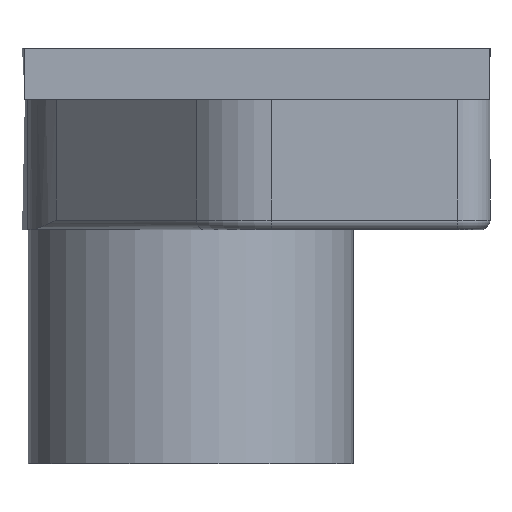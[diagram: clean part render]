
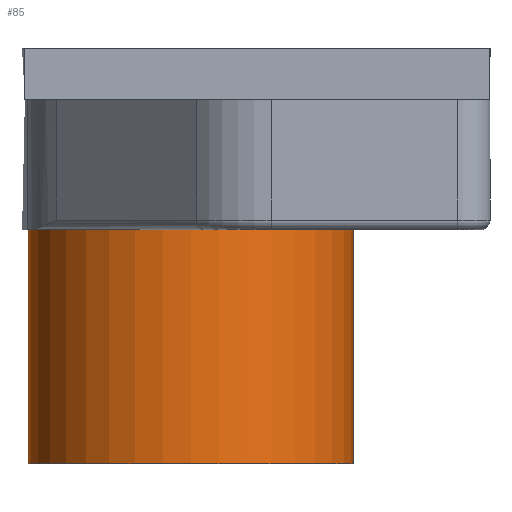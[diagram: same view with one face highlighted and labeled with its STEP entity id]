
A CAD part, front view. The second image highlights one B-rep face of the part: STEP entity #85.
In plain terms, the highlighted cylindrical face has radius 24.994 mm (diameter 49.987 mm), a full revolution.
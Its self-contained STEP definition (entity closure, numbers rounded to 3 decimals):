
#43=FACE_BOUND('',#155,.T.);
#44=FACE_BOUND('',#156,.T.);
#85=ADVANCED_FACE('',(#43,#44),#98,.T.);
#98=CYLINDRICAL_SURFACE('',#603,24.994);
#155=EDGE_LOOP('',(#323));
#156=EDGE_LOOP('',(#324));
#164=CIRCLE('',#560,24.994);
#186=CIRCLE('',#601,24.994);
#323=ORIENTED_EDGE('',*,*,#401,.T.);
#324=ORIENTED_EDGE('',*,*,#437,.F.);
#351=VERTEX_POINT('',#841);
#368=VERTEX_POINT('',#923);
#401=EDGE_CURVE('',#351,#351,#164,.T.);
#437=EDGE_CURVE('',#368,#368,#186,.T.);
#560=AXIS2_PLACEMENT_3D('',#840,#667,#668);
#601=AXIS2_PLACEMENT_3D('',#922,#761,#762);
#603=AXIS2_PLACEMENT_3D('',#925,#765,#766);
#667=DIRECTION('',(0.,0.,-1.));
#668=DIRECTION('',(0.,1.,0.));
#761=DIRECTION('',(0.,0.,-1.));
#762=DIRECTION('',(-1.,0.,0.));
#765=DIRECTION('',(0.,0.,-1.));
#766=DIRECTION('',(0.,1.,0.));
#840=CARTESIAN_POINT('',(-46.,2.,-20.));
#841=CARTESIAN_POINT('',(-46.,26.994,-20.));
#922=CARTESIAN_POINT('',(-46.,2.,-56.));
#923=CARTESIAN_POINT('',(-70.994,2.,-56.));
#925=CARTESIAN_POINT('',(-46.,2.,-20.));
